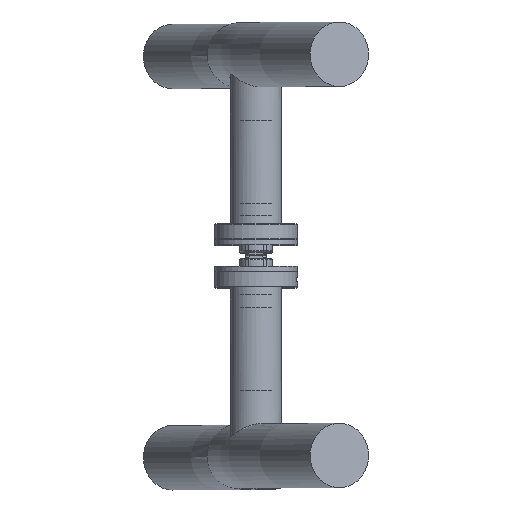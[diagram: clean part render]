
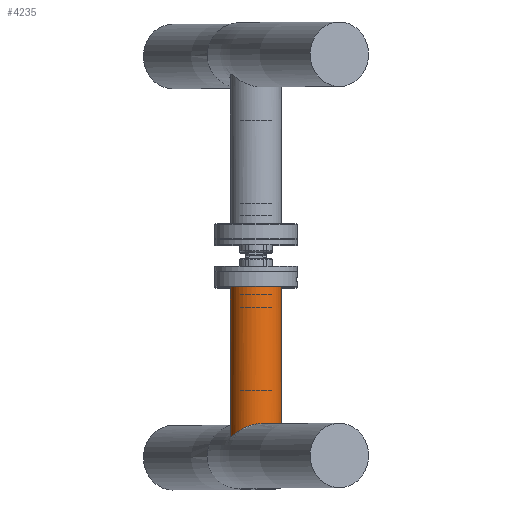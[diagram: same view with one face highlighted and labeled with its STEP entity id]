
A CAD part, top view. The second image highlights one B-rep face of the part: STEP entity #4235.
In plain terms, the highlighted cylindrical face has radius 10 mm (diameter 20 mm), a full revolution.
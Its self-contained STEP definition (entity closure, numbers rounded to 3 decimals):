
#175=B_SPLINE_CURVE_WITH_KNOTS('',3,(#6998,#6999,#7000,#7001,#7002,#7003,
#7004,#7005,#7006,#7007,#7008,#7009,#7010,#7011),.UNSPECIFIED.,.F.,.F.,
(4,2,2,2,2,2,4),(-2.023,-1.716,-1.382,
-0.966,-0.594,-0.249,0.),
 .UNSPECIFIED.);
#176=B_SPLINE_CURVE_WITH_KNOTS('',3,(#7012,#7013,#7014,#7015,#7016,#7017,
#7018,#7019,#7020,#7021,#7022,#7023,#7024,#7025,#7026,#7027,#7028,#7029,
#7030,#7031,#7032,#7033,#7034,#7035,#7036,#7037,#7038,#7039,#7040,#7041,
#7042,#7043,#7044,#7045),.UNSPECIFIED.,.F.,.F.,(4,2,2,2,2,2,2,2,2,2,2,2,
2,2,2,2,4),(-8.334,-8.325,-8.063,-7.674,
-7.166,-6.809,-6.529,-6.183,
-5.59,-5.061,-4.55,-4.194,-3.834,
-3.322,-2.609,-2.103,-2.023),
 .UNSPECIFIED.);
#495=FACE_OUTER_BOUND('',#772,.T.);
#772=EDGE_LOOP('',(#3251,#3252,#3253,#3254,#3255,#3256));
#1039=LINE('',#6996,#1301);
#1301=VECTOR('',#5540,10.);
#1558=CIRCLE('',#4652,10.);
#1559=CIRCLE('',#4653,10.);
#1868=VERTEX_POINT('',#6992);
#1869=VERTEX_POINT('',#6993);
#1870=VERTEX_POINT('',#6995);
#1871=VERTEX_POINT('',#6997);
#2359=EDGE_CURVE('',#1868,#1869,#1558,.T.);
#2360=EDGE_CURVE('',#1869,#1870,#1039,.T.);
#2361=EDGE_CURVE('',#1870,#1871,#175,.T.);
#2362=EDGE_CURVE('',#1871,#1870,#176,.T.);
#2363=EDGE_CURVE('',#1869,#1868,#1559,.T.);
#3251=ORIENTED_EDGE('',*,*,#2359,.T.);
#3252=ORIENTED_EDGE('',*,*,#2360,.T.);
#3253=ORIENTED_EDGE('',*,*,#2361,.T.);
#3254=ORIENTED_EDGE('',*,*,#2362,.T.);
#3255=ORIENTED_EDGE('',*,*,#2360,.F.);
#3256=ORIENTED_EDGE('',*,*,#2363,.T.);
#3811=CYLINDRICAL_SURFACE('',#4651,10.);
#4235=ADVANCED_FACE('',(#495),#3811,.T.);
#4651=AXIS2_PLACEMENT_3D('',#6991,#5536,#5537);
#4652=AXIS2_PLACEMENT_3D('',#6994,#5538,#5539);
#4653=AXIS2_PLACEMENT_3D('',#7046,#5541,#5542);
#5536=DIRECTION('center_axis',(0.,-1.,0.));
#5537=DIRECTION('ref_axis',(-1.,0.,0.));
#5538=DIRECTION('center_axis',(0.,-1.,0.));
#5539=DIRECTION('ref_axis',(-1.,0.,0.));
#5540=DIRECTION('',(0.,-1.,0.));
#5541=DIRECTION('center_axis',(0.,-1.,0.));
#5542=DIRECTION('ref_axis',(-1.,0.,0.));
#6991=CARTESIAN_POINT('Origin',(0.,-122.75,152.5));
#6992=CARTESIAN_POINT('',(-10.,-90.,152.5));
#6993=CARTESIAN_POINT('',(10.,-90.,152.5));
#6994=CARTESIAN_POINT('Origin',(0.,-90.,
152.5));
#6995=CARTESIAN_POINT('',(10.,-147.772,152.5));
#6996=CARTESIAN_POINT('',(10.,-122.75,152.5));
#6997=CARTESIAN_POINT('',(-1.723,-143.,142.65));
#6998=CARTESIAN_POINT('Ctrl Pts',(10.,-147.772,152.5));
#6999=CARTESIAN_POINT('Ctrl Pts',(10.,-147.917,151.895));
#7000=CARTESIAN_POINT('Ctrl Pts',(9.946,-147.999,151.286));
#7001=CARTESIAN_POINT('Ctrl Pts',(9.708,-148.001,150.005));
#7002=CARTESIAN_POINT('Ctrl Pts',(9.493,-147.907,149.198));
#7003=CARTESIAN_POINT('Ctrl Pts',(8.533,-147.2,147.136));
#7004=CARTESIAN_POINT('Ctrl Pts',(7.786,-146.57,146.096));
#7005=CARTESIAN_POINT('Ctrl Pts',(6.024,-145.35,144.437));
#7006=CARTESIAN_POINT('Ctrl Pts',(5.052,-144.766,143.79));
#7007=CARTESIAN_POINT('Ctrl Pts',(2.972,-143.83,142.89));
#7008=CARTESIAN_POINT('Ctrl Pts',(1.883,-143.466,142.612));
#7009=CARTESIAN_POINT('Ctrl Pts',(-0.079,-143.083,142.466));
#7010=CARTESIAN_POINT('Ctrl Pts',(-0.906,-143.,142.507));
#7011=CARTESIAN_POINT('Ctrl Pts',(-1.723,-143.,142.65));
#7012=CARTESIAN_POINT('Ctrl Pts',(-1.723,-143.,142.65));
#7013=CARTESIAN_POINT('Ctrl Pts',(-1.752,-143.,142.655));
#7014=CARTESIAN_POINT('Ctrl Pts',(-1.782,-143.,142.66));
#7015=CARTESIAN_POINT('Ctrl Pts',(-2.67,-143.007,142.823));
#7016=CARTESIAN_POINT('Ctrl Pts',(-3.488,-143.104,143.09));
#7017=CARTESIAN_POINT('Ctrl Pts',(-5.388,-143.538,143.983));
#7018=CARTESIAN_POINT('Ctrl Pts',(-6.369,-143.958,144.703));
#7019=CARTESIAN_POINT('Ctrl Pts',(-8.24,-145.106,146.633));
#7020=CARTESIAN_POINT('Ctrl Pts',(-8.976,-145.865,147.889));
#7021=CARTESIAN_POINT('Ctrl Pts',(-9.745,-146.959,150.063));
#7022=CARTESIAN_POINT('Ctrl Pts',(-9.942,-147.383,151.03));
#7023=CARTESIAN_POINT('Ctrl Pts',(-10.026,-147.881,152.813));
#7024=CARTESIAN_POINT('Ctrl Pts',(-9.972,-148.005,153.602));
#7025=CARTESIAN_POINT('Ctrl Pts',(-9.63,-147.993,155.373));
#7026=CARTESIAN_POINT('Ctrl Pts',(-9.323,-147.795,156.191));
#7027=CARTESIAN_POINT('Ctrl Pts',(-8.442,-147.163,158.011));
#7028=CARTESIAN_POINT('Ctrl Pts',(-7.665,-146.536,159.053));
#7029=CARTESIAN_POINT('Ctrl Pts',(-5.842,-145.32,160.699));
#7030=CARTESIAN_POINT('Ctrl Pts',(-4.842,-144.741,161.33));
#7031=CARTESIAN_POINT('Ctrl Pts',(-2.676,-143.795,162.203));
#7032=CARTESIAN_POINT('Ctrl Pts',(-1.521,-143.423,162.456));
#7033=CARTESIAN_POINT('Ctrl Pts',(0.517,-143.058,162.522));
#7034=CARTESIAN_POINT('Ctrl Pts',(1.353,-142.987,162.444));
#7035=CARTESIAN_POINT('Ctrl Pts',(3.004,-143.017,162.076));
#7036=CARTESIAN_POINT('Ctrl Pts',(3.793,-143.118,161.789));
#7037=CARTESIAN_POINT('Ctrl Pts',(5.568,-143.543,160.888));
#7038=CARTESIAN_POINT('Ctrl Pts',(6.468,-143.933,160.203));
#7039=CARTESIAN_POINT('Ctrl Pts',(8.269,-145.043,158.325));
#7040=CARTESIAN_POINT('Ctrl Pts',(8.99,-145.807,157.077));
#7041=CARTESIAN_POINT('Ctrl Pts',(9.748,-146.918,154.925));
#7042=CARTESIAN_POINT('Ctrl Pts',(9.942,-147.356,153.964));
#7043=CARTESIAN_POINT('Ctrl Pts',(9.996,-147.692,152.814));
#7044=CARTESIAN_POINT('Ctrl Pts',(10.,-147.734,152.657));
#7045=CARTESIAN_POINT('Ctrl Pts',(10.,-147.772,152.5));
#7046=CARTESIAN_POINT('Origin',(0.,-90.,
152.5));
